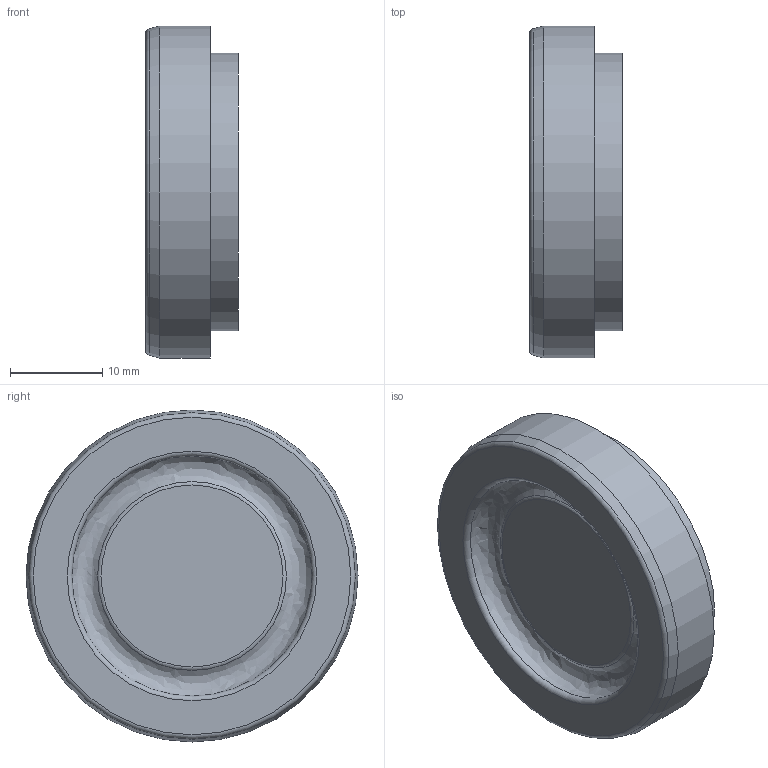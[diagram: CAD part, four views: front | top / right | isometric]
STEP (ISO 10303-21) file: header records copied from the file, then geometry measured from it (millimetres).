
FILE_DESCRIPTION((''),'2;1');
FILE_NAME('10128015X000.stp','2010-09-03T09:19:49',('thilbrands'),(''),'Autodesk Inventor 2008','Autodesk Inventor 2008','');
FILE_SCHEMA(('AUTOMOTIVE_DESIGN { 1 0 10303 214 1 1 1 1 }'));
Length unit declared in the file: millimetre
Products named in the file (1): 10128008X000
Bounding box: 10 x 35.9 x 35.9 mm (x, y, z)
Volume: 7821.9 mm3; surface area: 3241.5 mm2
Topology: 1 solids, 1 shells, 11 faces, 17 edges, 10 vertices
Faces by surface type: plane 4, torus 3, cylinder 2, bspline 1, cone 1
Full cylindrical faces by diameter (mm): 30 x1, 35.9 x1
Entity records: 298 total; most frequent: CARTESIAN_POINT 94, DIRECTION 42, AXIS2_PLACEMENT_3D 21, ORIENTED_EDGE 20, EDGE_LOOP 20, FACE_OUTER_BOUND 11, ADVANCED_FACE 11, VERTEX_POINT 10
